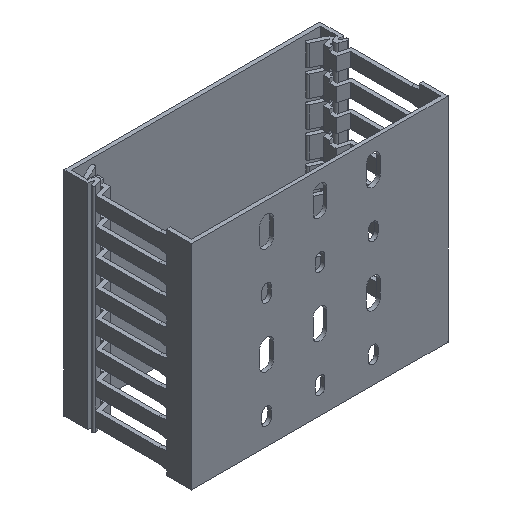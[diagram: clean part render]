
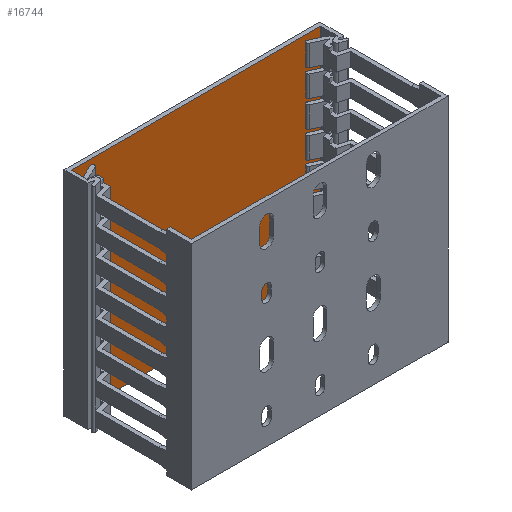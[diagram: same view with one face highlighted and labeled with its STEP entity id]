
A CAD part, isometric view. The second image highlights one B-rep face of the part: STEP entity #16744.
In plain terms, the highlighted planar face has unit normal (0, -1, 0).
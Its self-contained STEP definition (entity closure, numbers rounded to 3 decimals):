
#16343=DIRECTION('',(0.,0.,1.));
#16344=VECTOR('',#16343,100.);
#16345=CARTESIAN_POINT('',(58.5,0.,-50.));
#16346=LINE('',#16345,#16344);
#16355=DIRECTION('',(-1.,0.,0.));
#16356=VECTOR('',#16355,117.);
#16357=CARTESIAN_POINT('',(58.5,0.,-50.));
#16358=LINE('',#16357,#16356);
#16359=DIRECTION('',(0.,0.,1.));
#16360=VECTOR('',#16359,100.);
#16361=CARTESIAN_POINT('',(-58.5,0.,-50.));
#16362=LINE('',#16361,#16360);
#16363=DIRECTION('',(1.,0.,0.));
#16364=VECTOR('',#16363,117.);
#16365=CARTESIAN_POINT('',(-58.5,0.,50.));
#16366=LINE('',#16365,#16364);
#16497=CARTESIAN_POINT('',(58.5,0.,-50.));
#16498=CARTESIAN_POINT('',(58.5,0.,50.));
#16499=VERTEX_POINT('',#16497);
#16500=VERTEX_POINT('',#16498);
#16501=CARTESIAN_POINT('',(-58.5,0.,-50.));
#16502=CARTESIAN_POINT('',(-58.5,0.,50.));
#16503=VERTEX_POINT('',#16501);
#16504=VERTEX_POINT('',#16502);
#16732=CARTESIAN_POINT('',(-58.5,0.,-50.));
#16733=DIRECTION('',(0.,-1.,0.));
#16734=DIRECTION('',(1.,0.,0.));
#16735=AXIS2_PLACEMENT_3D('',#16732,#16733,#16734);
#16736=PLANE('',#16735);
#16737=ORIENTED_EDGE('',*,*,#16530,.T.);
#16739=ORIENTED_EDGE('',*,*,#16738,.T.);
#16740=ORIENTED_EDGE('',*,*,#16618,.T.);
#16741=ORIENTED_EDGE('',*,*,#16725,.F.);
#16742=EDGE_LOOP('',(#16737,#16739,#16740,#16741));
#16743=FACE_OUTER_BOUND('',#16742,.F.);
#16530=EDGE_CURVE('',#16499,#16503,#16358,.T.);
#16618=EDGE_CURVE('',#16504,#16500,#16366,.T.);
#16725=EDGE_CURVE('',#16499,#16500,#16346,.T.);
#16738=EDGE_CURVE('',#16503,#16504,#16362,.T.);
#16744=ADVANCED_FACE('',(#16743),#16736,.T.);
